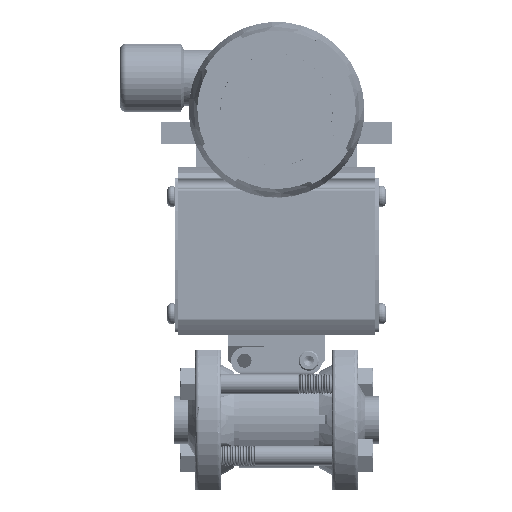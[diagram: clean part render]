
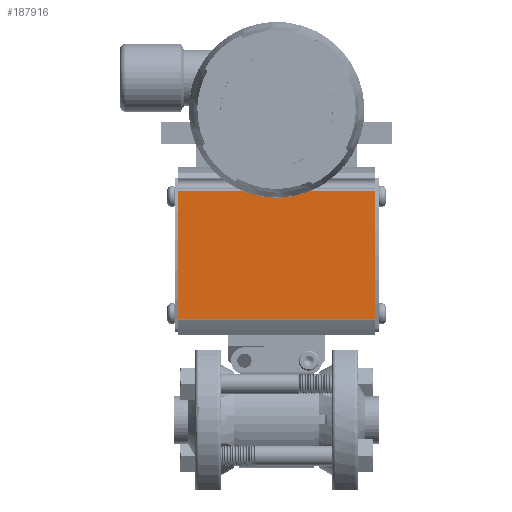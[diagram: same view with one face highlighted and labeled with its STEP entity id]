
A CAD part, top view. The second image highlights one B-rep face of the part: STEP entity #187916.
In plain terms, the highlighted planar face has unit normal (0, 0, 1).
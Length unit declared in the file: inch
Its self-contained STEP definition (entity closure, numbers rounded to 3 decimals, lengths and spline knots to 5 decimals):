
#4650 = EDGE_CURVE ( 'NONE', #223911, #153706, #54059, .T. ) ;
#5431 = DIRECTION ( 'NONE',  ( 1., 0., 0. ) ) ;
#7249 = VECTOR ( 'NONE', #161905, 39.37008 ) ;
#10844 = VECTOR ( 'NONE', #91913, 39.37008 ) ;
#11832 = ORIENTED_EDGE ( 'NONE', *, *, #4650, .F. ) ;
#34049 = CARTESIAN_POINT ( 'NONE',  ( -1.5275, 3.56213, 1.17 ) ) ;
#47145 = VECTOR ( 'NONE', #71963, 39.37008 ) ;
#50767 = ORIENTED_EDGE ( 'NONE', *, *, #214265, .T. ) ;
#52340 = DIRECTION ( 'NONE',  ( 0., -1., 0. ) ) ;
#54059 = LINE ( 'NONE', #56514, #7249 ) ;
#56459 = EDGE_CURVE ( 'NONE', #223911, #221868, #99332, .T. ) ;
#56514 = CARTESIAN_POINT ( 'NONE',  ( 1.5275, 3.5694, 1.17 ) ) ;
#63108 = EDGE_LOOP ( 'NONE', ( #11832, #71783, #158374, #50767 ) ) ;
#69159 = CARTESIAN_POINT ( 'NONE',  ( -5.04033, 3.5694, 1.17 ) ) ;
#71783 = ORIENTED_EDGE ( 'NONE', *, *, #56459, .T. ) ;
#71963 = DIRECTION ( 'NONE',  ( -1., 0., 0. ) ) ;
#83965 = AXIS2_PLACEMENT_3D ( 'NONE', #69159, #157652, #52340 ) ;
#89349 = FACE_OUTER_BOUND ( 'NONE', #63108, .T. ) ;
#90659 = LINE ( 'NONE', #199252, #173243 ) ;
#91913 = DIRECTION ( 'NONE',  ( 0., 1., 0. ) ) ;
#99332 = LINE ( 'NONE', #177421, #47145 ) ;
#105737 = VERTEX_POINT ( 'NONE', #150019 ) ;
#150019 = CARTESIAN_POINT ( 'NONE',  ( -1.5275, 1.56787, 1.17 ) ) ;
#153706 = VERTEX_POINT ( 'NONE', #193485 ) ;
#157652 = DIRECTION ( 'NONE',  ( 0., 0., -1. ) ) ;
#158374 = ORIENTED_EDGE ( 'NONE', *, *, #178842, .F. ) ;
#161905 = DIRECTION ( 'NONE',  ( 0., -1., 0. ) ) ;
#173243 = VECTOR ( 'NONE', #5431, 39.37008 ) ;
#177421 = CARTESIAN_POINT ( 'NONE',  ( -5.04033, 3.56213, 1.17 ) ) ;
#178842 = EDGE_CURVE ( 'NONE', #105737, #221868, #192494, .T. ) ;
#179675 = CARTESIAN_POINT ( 'NONE',  ( -1.5275, 3.5694, 1.17 ) ) ;
#187916 = ADVANCED_FACE ( 'NONE', ( #89349 ), #227759, .F. ) ;
#192494 = LINE ( 'NONE', #179675, #10844 ) ;
#193485 = CARTESIAN_POINT ( 'NONE',  ( 1.5275, 1.56787, 1.17 ) ) ;
#199252 = CARTESIAN_POINT ( 'NONE',  ( -5.04033, 1.56787, 1.17 ) ) ;
#214265 = EDGE_CURVE ( 'NONE', #105737, #153706, #90659, .T. ) ;
#216060 = CARTESIAN_POINT ( 'NONE',  ( 1.5275, 3.56213, 1.17 ) ) ;
#221868 = VERTEX_POINT ( 'NONE', #34049 ) ;
#223911 = VERTEX_POINT ( 'NONE', #216060 ) ;
#227759 = PLANE ( 'NONE',  #83965 ) ;
